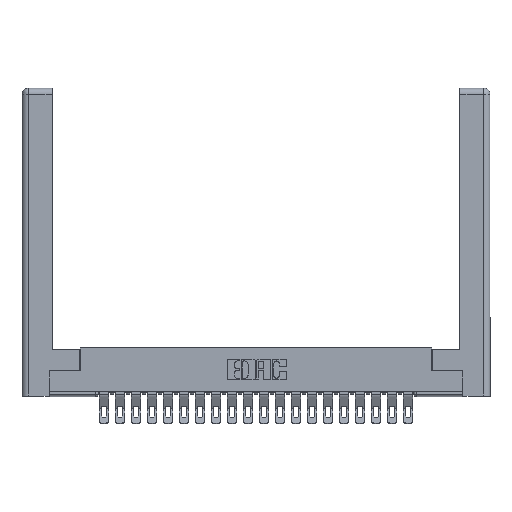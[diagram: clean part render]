
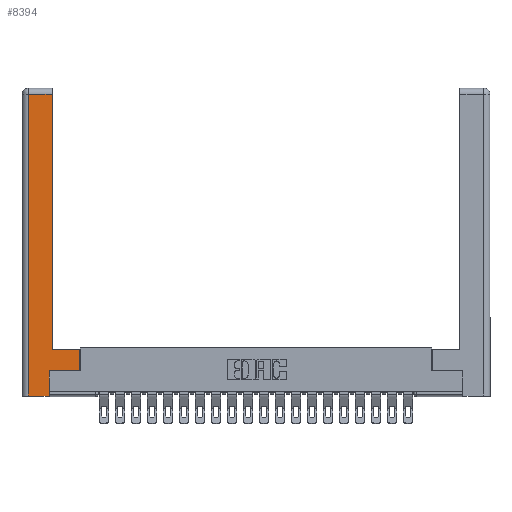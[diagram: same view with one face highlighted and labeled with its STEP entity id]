
A CAD part, top view. The second image highlights one B-rep face of the part: STEP entity #8394.
In plain terms, the highlighted planar face has unit normal (0, 0, 1).
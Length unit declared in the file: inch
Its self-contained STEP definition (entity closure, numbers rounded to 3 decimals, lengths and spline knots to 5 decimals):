
#1134 = VERTEX_POINT ( 'NONE', #21329 ) ;
#1695 = CARTESIAN_POINT ( 'NONE',  ( 0.0615, 0., 0. ) ) ;
#2184 = VERTEX_POINT ( 'NONE', #12800 ) ;
#2423 = DIRECTION ( 'NONE',  ( -1., 0., 0. ) ) ;
#2485 = EDGE_CURVE ( 'NONE', #1134, #10790, #22450, .T. ) ;
#2771 = DIRECTION ( 'NONE',  ( -1., 0., 0. ) ) ;
#2882 = VECTOR ( 'NONE', #2967, 39.37008 ) ;
#2967 = DIRECTION ( 'NONE',  ( 1., 0., 0. ) ) ;
#3308 = DIRECTION ( 'NONE',  ( -1., 0., 0. ) ) ;
#3375 = VECTOR ( 'NONE', #22455, 39.37008 ) ;
#3414 = EDGE_CURVE ( 'NONE', #6652, #11101, #4928, .T. ) ;
#3749 = DIRECTION ( 'NONE',  ( 0., -1., 0. ) ) ;
#3970 = ORIENTED_EDGE ( 'NONE', *, *, #3414, .T. ) ;
#4030 = CARTESIAN_POINT ( 'NONE',  ( 0.295, 0.45, 0. ) ) ;
#4345 = EDGE_CURVE ( 'NONE', #16139, #10350, #10584, .T. ) ;
#4406 = DIRECTION ( 'NONE',  ( 0., 1., 0. ) ) ;
#4488 = CARTESIAN_POINT ( 'NONE',  ( 0.295, 3., 0. ) ) ;
#4741 = ORIENTED_EDGE ( 'NONE', *, *, #19525, .T. ) ;
#4928 = LINE ( 'NONE', #8041, #14928 ) ;
#5869 = EDGE_CURVE ( 'NONE', #11101, #1134, #11931, .T. ) ;
#6579 = VECTOR ( 'NONE', #3749, 39.37008 ) ;
#6652 = VERTEX_POINT ( 'NONE', #9771 ) ;
#6736 = ORIENTED_EDGE ( 'NONE', *, *, #8768, .T. ) ;
#7266 = EDGE_CURVE ( 'NONE', #10790, #22345, #10156, .T. ) ;
#7429 = LINE ( 'NONE', #19101, #15459 ) ;
#8041 = CARTESIAN_POINT ( 'NONE',  ( 0.565, 0.245, 0. ) ) ;
#8204 = FACE_OUTER_BOUND ( 'NONE', #9024, .T. ) ;
#8394 = ADVANCED_FACE ( 'NONE', ( #8204 ), #12162, .F. ) ;
#8752 = CARTESIAN_POINT ( 'NONE',  ( 0.565, 0.245, 0. ) ) ;
#8768 = EDGE_CURVE ( 'NONE', #22345, #16139, #7429, .T. ) ;
#8946 = EDGE_CURVE ( 'NONE', #10350, #2184, #14584, .T. ) ;
#9024 = EDGE_LOOP ( 'NONE', ( #18759, #6736, #22313, #19965, #4741, #3970, #15311, #14329 ) ) ;
#9771 = CARTESIAN_POINT ( 'NONE',  ( 0.265, 0.245, 0. ) ) ;
#9969 = DIRECTION ( 'NONE',  ( 0., 1., 0. ) ) ;
#10156 = LINE ( 'NONE', #4488, #23630 ) ;
#10350 = VERTEX_POINT ( 'NONE', #14997 ) ;
#10584 = LINE ( 'NONE', #1695, #6579 ) ;
#10704 = VECTOR ( 'NONE', #9969, 39.37008 ) ;
#10790 = VERTEX_POINT ( 'NONE', #4030 ) ;
#11101 = VERTEX_POINT ( 'NONE', #8752 ) ;
#11265 = LINE ( 'NONE', #22881, #10704 ) ;
#11610 = DIRECTION ( 'NONE',  ( 1., 0., 0. ) ) ;
#11931 = LINE ( 'NONE', #20601, #3375 ) ;
#12162 = PLANE ( 'NONE',  #17236 ) ;
#12800 = CARTESIAN_POINT ( 'NONE',  ( 0.265, 0., 0. ) ) ;
#13924 = DIRECTION ( 'NONE',  ( 0., 0., -1. ) ) ;
#14167 = CARTESIAN_POINT ( 'NONE',  ( 0., 0., 0. ) ) ;
#14329 = ORIENTED_EDGE ( 'NONE', *, *, #2485, .T. ) ;
#14584 = LINE ( 'NONE', #21190, #2882 ) ;
#14928 = VECTOR ( 'NONE', #11610, 39.37008 ) ;
#14997 = CARTESIAN_POINT ( 'NONE',  ( 0.0615, 0., 0. ) ) ;
#15311 = ORIENTED_EDGE ( 'NONE', *, *, #5869, .T. ) ;
#15459 = VECTOR ( 'NONE', #2423, 39.37008 ) ;
#16139 = VERTEX_POINT ( 'NONE', #16377 ) ;
#16377 = CARTESIAN_POINT ( 'NONE',  ( 0.0615, 2.94, 0. ) ) ;
#17236 = AXIS2_PLACEMENT_3D ( 'NONE', #14167, #13924, #3308 ) ;
#18360 = CARTESIAN_POINT ( 'NONE',  ( 0.295, 2.94, 0. ) ) ;
#18759 = ORIENTED_EDGE ( 'NONE', *, *, #7266, .T. ) ;
#18907 = CARTESIAN_POINT ( 'NONE',  ( 0.295, 0.45, 0. ) ) ;
#19101 = CARTESIAN_POINT ( 'NONE',  ( 0.0615, 2.94, 0. ) ) ;
#19525 = EDGE_CURVE ( 'NONE', #2184, #6652, #11265, .T. ) ;
#19566 = VECTOR ( 'NONE', #2771, 39.37008 ) ;
#19965 = ORIENTED_EDGE ( 'NONE', *, *, #8946, .T. ) ;
#20601 = CARTESIAN_POINT ( 'NONE',  ( 0.565, 0.45, 0. ) ) ;
#21190 = CARTESIAN_POINT ( 'NONE',  ( 0.265, 0., 0. ) ) ;
#21329 = CARTESIAN_POINT ( 'NONE',  ( 0.565, 0.45, 0. ) ) ;
#22313 = ORIENTED_EDGE ( 'NONE', *, *, #4345, .T. ) ;
#22345 = VERTEX_POINT ( 'NONE', #18360 ) ;
#22450 = LINE ( 'NONE', #18907, #19566 ) ;
#22455 = DIRECTION ( 'NONE',  ( 0., 1., 0. ) ) ;
#22881 = CARTESIAN_POINT ( 'NONE',  ( 0.265, 0.245, 0. ) ) ;
#23630 = VECTOR ( 'NONE', #4406, 39.37008 ) ;
